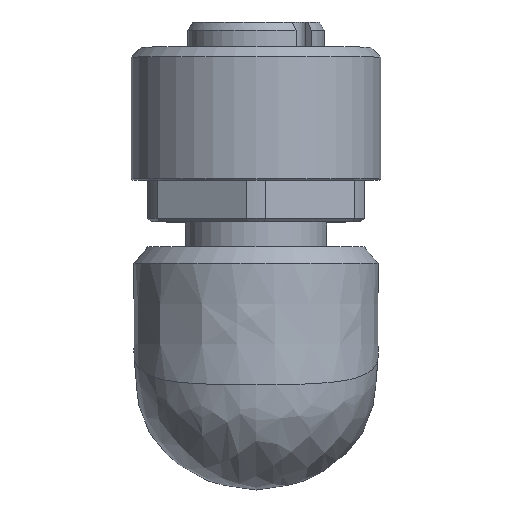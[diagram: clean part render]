
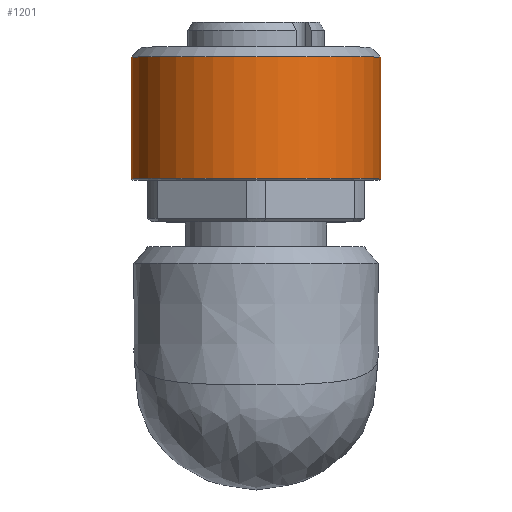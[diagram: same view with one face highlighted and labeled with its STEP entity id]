
A CAD part, top view. The second image highlights one B-rep face of the part: STEP entity #1201.
In plain terms, the highlighted cylindrical face has radius 7.5 mm (diameter 15 mm), a full revolution.
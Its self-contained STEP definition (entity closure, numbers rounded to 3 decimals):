
#171=FACE_OUTER_BOUND('',#246,.T.);
#246=EDGE_LOOP('',(#958,#959,#960,#961,#962,#963));
#333=LINE('',#1974,#390);
#390=VECTOR('',#1618,7.5);
#438=CIRCLE('',#1320,7.5);
#439=CIRCLE('',#1321,7.5);
#446=CIRCLE('',#1340,7.5);
#447=CIRCLE('',#1341,7.5);
#534=VERTEX_POINT('',#1922);
#535=VERTEX_POINT('',#1924);
#546=VERTEX_POINT('',#1970);
#547=VERTEX_POINT('',#1971);
#680=EDGE_CURVE('',#535,#534,#438,.T.);
#681=EDGE_CURVE('',#534,#535,#439,.T.);
#703=EDGE_CURVE('',#546,#547,#446,.T.);
#704=EDGE_CURVE('',#547,#546,#447,.T.);
#705=EDGE_CURVE('',#547,#535,#333,.T.);
#958=ORIENTED_EDGE('',*,*,#703,.F.);
#959=ORIENTED_EDGE('',*,*,#704,.F.);
#960=ORIENTED_EDGE('',*,*,#705,.T.);
#961=ORIENTED_EDGE('',*,*,#680,.T.);
#962=ORIENTED_EDGE('',*,*,#681,.T.);
#963=ORIENTED_EDGE('',*,*,#705,.F.);
#1154=CYLINDRICAL_SURFACE('',#1339,7.5);
#1201=ADVANCED_FACE('',(#171),#1154,.T.);
#1320=AXIS2_PLACEMENT_3D('',#1925,#1559,#1560);
#1321=AXIS2_PLACEMENT_3D('',#1926,#1561,#1562);
#1339=AXIS2_PLACEMENT_3D('',#1969,#1612,#1613);
#1340=AXIS2_PLACEMENT_3D('',#1972,#1614,#1615);
#1341=AXIS2_PLACEMENT_3D('',#1973,#1616,#1617);
#1559=DIRECTION('center_axis',(0.,1.,0.));
#1560=DIRECTION('ref_axis',(0.,0.,-1.));
#1561=DIRECTION('center_axis',(0.,1.,0.));
#1562=DIRECTION('ref_axis',(0.,0.,-1.));
#1612=DIRECTION('center_axis',(0.,1.,0.));
#1613=DIRECTION('ref_axis',(0.,0.,-1.));
#1614=DIRECTION('center_axis',(0.,1.,0.));
#1615=DIRECTION('ref_axis',(0.,0.,-1.));
#1616=DIRECTION('center_axis',(0.,1.,0.));
#1617=DIRECTION('ref_axis',(0.,0.,-1.));
#1618=DIRECTION('',(0.,-1.,0.));
#1922=CARTESIAN_POINT('',(7.5,11.5,28.2));
#1924=CARTESIAN_POINT('',(0.,11.5,35.7));
#1925=CARTESIAN_POINT('Origin',(0.,11.5,28.2));
#1926=CARTESIAN_POINT('Origin',(0.,11.5,28.2));
#1969=CARTESIAN_POINT('Origin',(0.,13.85,28.2));
#1970=CARTESIAN_POINT('',(0.,18.8,20.7));
#1971=CARTESIAN_POINT('',(0.,18.8,35.7));
#1972=CARTESIAN_POINT('Origin',(0.,18.8,28.2));
#1973=CARTESIAN_POINT('Origin',(0.,18.8,28.2));
#1974=CARTESIAN_POINT('',(0.,13.85,35.7));
